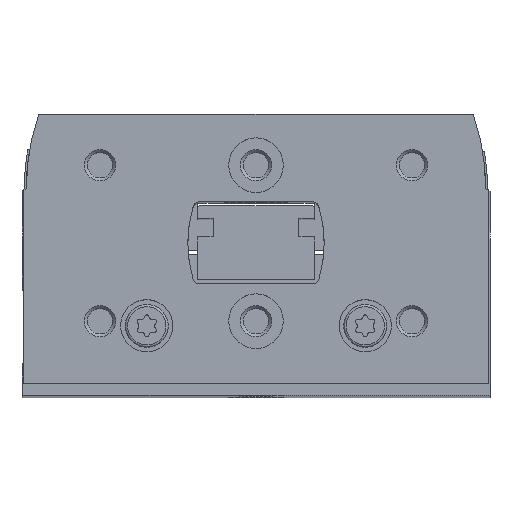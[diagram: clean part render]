
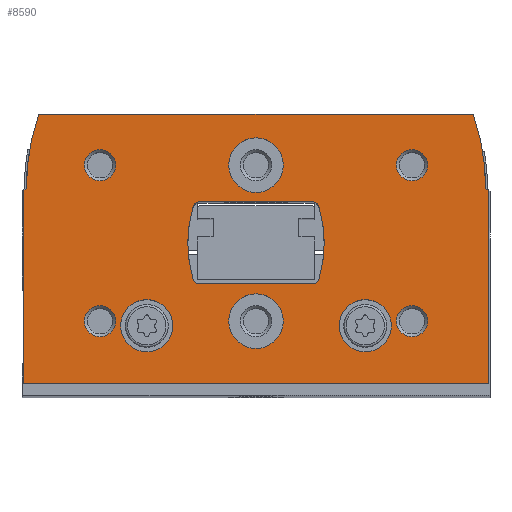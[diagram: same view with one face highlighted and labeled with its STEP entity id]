
A CAD part, top view. The second image highlights one B-rep face of the part: STEP entity #8590.
In plain terms, the highlighted planar face has unit normal (0, 0, 1).
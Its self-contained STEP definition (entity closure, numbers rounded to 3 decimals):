
#377=LINE('',#13395,#839);
#382=LINE('',#13405,#844);
#400=LINE('',#13451,#862);
#406=LINE('',#13463,#868);
#420=LINE('',#13538,#882);
#422=LINE('',#13541,#884);
#423=LINE('',#13575,#885);
#424=LINE('',#13595,#886);
#839=VECTOR('',#11041,1000.);
#844=VECTOR('',#11048,1000.);
#862=VECTOR('',#11084,1000.);
#868=VECTOR('',#11094,1000.);
#882=VECTOR('',#11152,1000.);
#884=VECTOR('',#11156,1000.);
#885=VECTOR('',#11191,1000.);
#886=VECTOR('',#11212,1000.);
#1109=PLANE('',#9351);
#2321=ORIENTED_EDGE('',*,*,#3785,.F.);
#2322=ORIENTED_EDGE('',*,*,#3786,.F.);
#2323=ORIENTED_EDGE('',*,*,#3787,.T.);
#2324=ORIENTED_EDGE('',*,*,#3788,.T.);
#2325=ORIENTED_EDGE('',*,*,#3789,.T.);
#2326=ORIENTED_EDGE('',*,*,#3790,.T.);
#2327=ORIENTED_EDGE('',*,*,#3791,.T.);
#2328=ORIENTED_EDGE('',*,*,#3792,.T.);
#2329=ORIENTED_EDGE('',*,*,#3745,.F.);
#2330=ORIENTED_EDGE('',*,*,#3765,.F.);
#2331=ORIENTED_EDGE('',*,*,#3757,.F.);
#2332=ORIENTED_EDGE('',*,*,#3754,.F.);
#2333=ORIENTED_EDGE('',*,*,#3793,.F.);
#2334=ORIENTED_EDGE('',*,*,#3794,.F.);
#2335=ORIENTED_EDGE('',*,*,#3795,.F.);
#2336=ORIENTED_EDGE('',*,*,#3748,.F.);
#2337=ORIENTED_EDGE('',*,*,#3732,.T.);
#2338=ORIENTED_EDGE('',*,*,#3726,.T.);
#2339=ORIENTED_EDGE('',*,*,#3767,.T.);
#2340=ORIENTED_EDGE('',*,*,#3697,.T.);
#2341=ORIENTED_EDGE('',*,*,#3702,.T.);
#2342=ORIENTED_EDGE('',*,*,#3706,.T.);
#2343=ORIENTED_EDGE('',*,*,#3784,.T.);
#2344=ORIENTED_EDGE('',*,*,#3738,.T.);
#3697=EDGE_CURVE('',#4540,#4539,#377,.T.);
#3702=EDGE_CURVE('',#4539,#4543,#382,.T.);
#3706=EDGE_CURVE('',#4543,#4545,#5081,.T.);
#3726=EDGE_CURVE('',#4560,#4562,#400,.T.);
#3732=EDGE_CURVE('',#4566,#4560,#406,.T.);
#3738=EDGE_CURVE('',#4571,#4566,#5087,.T.);
#3745=EDGE_CURVE('',#4575,#4576,#5090,.T.);
#3748=EDGE_CURVE('',#4576,#4577,#5091,.T.);
#3754=EDGE_CURVE('',#4581,#4582,#5094,.T.);
#3757=EDGE_CURVE('',#4582,#4584,#5095,.T.);
#3765=EDGE_CURVE('',#4584,#4575,#420,.T.);
#3767=EDGE_CURVE('',#4562,#4540,#422,.T.);
#3784=EDGE_CURVE('',#4545,#4571,#423,.T.);
#3785=EDGE_CURVE('',#4606,#4606,#5117,.T.);
#3786=EDGE_CURVE('',#4607,#4607,#5118,.T.);
#3787=EDGE_CURVE('',#4608,#4608,#5119,.T.);
#3788=EDGE_CURVE('',#4609,#4609,#5120,.T.);
#3789=EDGE_CURVE('',#4610,#4610,#5121,.T.);
#3790=EDGE_CURVE('',#4611,#4611,#5122,.T.);
#3791=EDGE_CURVE('',#4612,#4612,#5123,.T.);
#3792=EDGE_CURVE('',#4613,#4613,#5124,.T.);
#3793=EDGE_CURVE('',#4614,#4581,#5125,.T.);
#3794=EDGE_CURVE('',#4615,#4614,#424,.T.);
#3795=EDGE_CURVE('',#4577,#4615,#5126,.T.);
#4539=VERTEX_POINT('',#13394);
#4540=VERTEX_POINT('',#13396);
#4543=VERTEX_POINT('',#13404);
#4545=VERTEX_POINT('',#13411);
#4560=VERTEX_POINT('',#13445);
#4562=VERTEX_POINT('',#13450);
#4566=VERTEX_POINT('',#13461);
#4571=VERTEX_POINT('',#13476);
#4575=VERTEX_POINT('',#13490);
#4576=VERTEX_POINT('',#13492);
#4577=VERTEX_POINT('',#13500);
#4581=VERTEX_POINT('',#13513);
#4582=VERTEX_POINT('',#13515);
#4584=VERTEX_POINT('',#13524);
#4606=VERTEX_POINT('',#13578);
#4607=VERTEX_POINT('',#13580);
#4608=VERTEX_POINT('',#13582);
#4609=VERTEX_POINT('',#13584);
#4610=VERTEX_POINT('',#13586);
#4611=VERTEX_POINT('',#13588);
#4612=VERTEX_POINT('',#13590);
#4613=VERTEX_POINT('',#13592);
#4614=VERTEX_POINT('',#13594);
#4615=VERTEX_POINT('',#13596);
#5081=CIRCLE('',#9302,29.);
#5087=CIRCLE('',#9314,29.);
#5090=CIRCLE('',#9318,0.8);
#5091=CIRCLE('',#9320,16.);
#5094=CIRCLE('',#9324,16.);
#5095=CIRCLE('',#9326,0.8);
#5117=CIRCLE('',#9352,3.35);
#5118=CIRCLE('',#9353,3.35);
#5119=CIRCLE('',#9354,3.5);
#5120=CIRCLE('',#9355,3.5);
#5121=CIRCLE('',#9356,2.);
#5122=CIRCLE('',#9357,2.);
#5123=CIRCLE('',#9358,2.);
#5124=CIRCLE('',#9359,2.);
#5125=CIRCLE('',#9360,0.8);
#5126=CIRCLE('',#9361,0.8);
#5682=EDGE_LOOP('',(#2321));
#5683=EDGE_LOOP('',(#2322));
#5684=EDGE_LOOP('',(#2323));
#5685=EDGE_LOOP('',(#2324));
#5686=EDGE_LOOP('',(#2325));
#5687=EDGE_LOOP('',(#2326));
#5688=EDGE_LOOP('',(#2327));
#5689=EDGE_LOOP('',(#2328));
#5690=EDGE_LOOP('',(#2329,#2330,#2331,#2332,#2333,#2334,#2335,#2336));
#5691=EDGE_LOOP('',(#2337,#2338,#2339,#2340,#2341,#2342,#2343,#2344));
#6348=FACE_BOUND('',#5682,.T.);
#6349=FACE_BOUND('',#5683,.T.);
#6350=FACE_BOUND('',#5684,.T.);
#6351=FACE_BOUND('',#5685,.T.);
#6352=FACE_BOUND('',#5686,.T.);
#6353=FACE_BOUND('',#5687,.T.);
#6354=FACE_BOUND('',#5688,.T.);
#6355=FACE_BOUND('',#5689,.T.);
#6356=FACE_BOUND('',#5690,.T.);
#6357=FACE_BOUND('',#5691,.T.);
#8590=ADVANCED_FACE('',(#6348,#6349,#6350,#6351,#6352,#6353,#6354,#6355,
#6356,#6357),#1109,.T.);
#9302=AXIS2_PLACEMENT_3D('',#13412,#11055,#11056);
#9314=AXIS2_PLACEMENT_3D('',#13475,#11105,#11106);
#9318=AXIS2_PLACEMENT_3D('',#13491,#11116,#11117);
#9320=AXIS2_PLACEMENT_3D('',#13499,#11121,#11122);
#9324=AXIS2_PLACEMENT_3D('',#13514,#11131,#11132);
#9326=AXIS2_PLACEMENT_3D('',#13523,#11136,#11137);
#9351=AXIS2_PLACEMENT_3D('',#13576,#11192,#11193);
#9352=AXIS2_PLACEMENT_3D('',#13577,#11194,#11195);
#9353=AXIS2_PLACEMENT_3D('',#13579,#11196,#11197);
#9354=AXIS2_PLACEMENT_3D('',#13581,#11198,#11199);
#9355=AXIS2_PLACEMENT_3D('',#13583,#11200,#11201);
#9356=AXIS2_PLACEMENT_3D('',#13585,#11202,#11203);
#9357=AXIS2_PLACEMENT_3D('',#13587,#11204,#11205);
#9358=AXIS2_PLACEMENT_3D('',#13589,#11206,#11207);
#9359=AXIS2_PLACEMENT_3D('',#13591,#11208,#11209);
#9360=AXIS2_PLACEMENT_3D('',#13593,#11210,#11211);
#9361=AXIS2_PLACEMENT_3D('',#13597,#11213,#11214);
#11041=DIRECTION('',(0.,1.,0.));
#11048=DIRECTION('',(-0.866,0.5,0.));
#11055=DIRECTION('',(0.,0.,1.));
#11056=DIRECTION('',(1.,0.,0.));
#11084=DIRECTION('',(0.,-1.,0.));
#11094=DIRECTION('',(-0.866,-0.5,0.));
#11105=DIRECTION('',(0.,0.,1.));
#11106=DIRECTION('',(1.,0.,0.));
#11116=DIRECTION('',(0.,0.,1.));
#11117=DIRECTION('',(1.,0.,0.));
#11121=DIRECTION('',(0.,0.,1.));
#11122=DIRECTION('',(1.,0.,0.));
#11131=DIRECTION('',(0.,0.,1.));
#11132=DIRECTION('',(1.,0.,0.));
#11136=DIRECTION('',(0.,0.,1.));
#11137=DIRECTION('',(1.,0.,0.));
#11152=DIRECTION('',(-1.,0.,0.));
#11156=DIRECTION('',(1.,0.,0.));
#11191=DIRECTION('',(-1.,0.,0.));
#11192=DIRECTION('',(0.,0.,1.));
#11193=DIRECTION('',(1.,0.,0.));
#11194=DIRECTION('',(0.,0.,1.));
#11195=DIRECTION('',(1.,0.,0.));
#11196=DIRECTION('',(0.,0.,1.));
#11197=DIRECTION('',(1.,0.,0.));
#11198=DIRECTION('',(0.,0.,-1.));
#11199=DIRECTION('',(-1.,0.,0.));
#11200=DIRECTION('',(0.,0.,-1.));
#11201=DIRECTION('',(-1.,0.,0.));
#11202=DIRECTION('',(0.,0.,-1.));
#11203=DIRECTION('',(-1.,0.,0.));
#11204=DIRECTION('',(0.,0.,-1.));
#11205=DIRECTION('',(-1.,0.,0.));
#11206=DIRECTION('',(0.,0.,-1.));
#11207=DIRECTION('',(-1.,0.,0.));
#11208=DIRECTION('',(0.,0.,-1.));
#11209=DIRECTION('',(-1.,0.,0.));
#11210=DIRECTION('',(0.,0.,1.));
#11211=DIRECTION('',(1.,0.,0.));
#11212=DIRECTION('',(1.,0.,0.));
#11213=DIRECTION('',(0.,0.,1.));
#11214=DIRECTION('',(1.,0.,0.));
#13394=CARTESIAN_POINT('',(29.75,24.827,0.));
#13395=CARTESIAN_POINT('',(29.75,0.,0.));
#13396=CARTESIAN_POINT('',(29.75,0.,0.));
#13404=CARTESIAN_POINT('',(29.45,25.,0.));
#13405=CARTESIAN_POINT('',(29.75,24.827,0.));
#13411=CARTESIAN_POINT('',(27.85,34.5,0.));
#13412=CARTESIAN_POINT('',(0.45,25.,0.));
#13445=CARTESIAN_POINT('',(-29.75,24.827,0.));
#13450=CARTESIAN_POINT('',(-29.75,0.,0.));
#13451=CARTESIAN_POINT('',(-29.75,24.827,0.));
#13461=CARTESIAN_POINT('',(-29.45,25.,0.));
#13463=CARTESIAN_POINT('',(-29.45,25.,0.));
#13475=CARTESIAN_POINT('',(-0.45,25.,0.));
#13476=CARTESIAN_POINT('',(-27.85,34.5,0.));
#13490=CARTESIAN_POINT('',(-7.284,23.3,0.));
#13491=CARTESIAN_POINT('',(-7.284,22.5,0.));
#13492=CARTESIAN_POINT('',(-8.049,22.734,0.));
#13499=CARTESIAN_POINT('',(7.25,18.05,0.));
#13500=CARTESIAN_POINT('',(-8.049,13.366,0.));
#13513=CARTESIAN_POINT('',(8.049,13.366,0.));
#13514=CARTESIAN_POINT('',(-7.25,18.05,0.));
#13515=CARTESIAN_POINT('',(8.049,22.734,0.));
#13523=CARTESIAN_POINT('',(7.284,22.5,0.));
#13524=CARTESIAN_POINT('',(7.284,23.3,0.));
#13538=CARTESIAN_POINT('',(7.284,23.3,0.));
#13541=CARTESIAN_POINT('',(-29.75,0.,0.));
#13575=CARTESIAN_POINT('',(27.85,34.5,0.));
#13576=CARTESIAN_POINT('',(0.45,25.,0.));
#13577=CARTESIAN_POINT('',(-14.,7.4,0.));
#13578=CARTESIAN_POINT('',(-10.65,7.4,0.));
#13579=CARTESIAN_POINT('',(14.,7.4,0.));
#13580=CARTESIAN_POINT('',(17.35,7.4,0.));
#13581=CARTESIAN_POINT('',(0.,8.,0.));
#13582=CARTESIAN_POINT('',(-3.5,8.,0.));
#13583=CARTESIAN_POINT('',(0.,28.,0.));
#13584=CARTESIAN_POINT('',(-3.5,28.,0.));
#13585=CARTESIAN_POINT('',(20.,8.,0.));
#13586=CARTESIAN_POINT('',(18.,8.,0.));
#13587=CARTESIAN_POINT('',(-20.,8.,0.));
#13588=CARTESIAN_POINT('',(-22.,8.,0.));
#13589=CARTESIAN_POINT('',(-20.,28.,0.));
#13590=CARTESIAN_POINT('',(-22.,28.,0.));
#13591=CARTESIAN_POINT('',(20.,28.,0.));
#13592=CARTESIAN_POINT('',(18.,28.,0.));
#13593=CARTESIAN_POINT('',(7.284,13.6,0.));
#13594=CARTESIAN_POINT('',(7.284,12.8,0.));
#13595=CARTESIAN_POINT('',(-7.284,12.8,0.));
#13596=CARTESIAN_POINT('',(-7.284,12.8,0.));
#13597=CARTESIAN_POINT('',(-7.284,13.6,0.));
